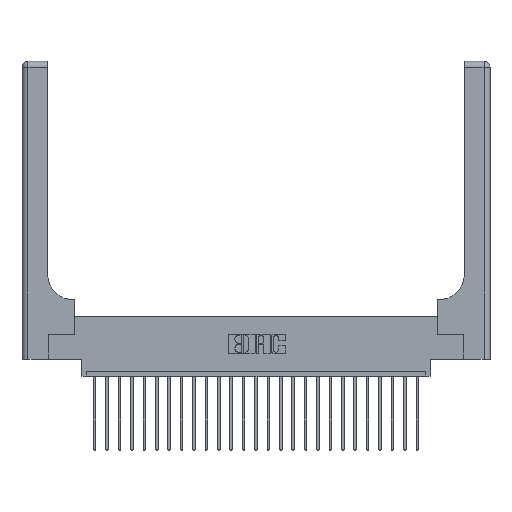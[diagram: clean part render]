
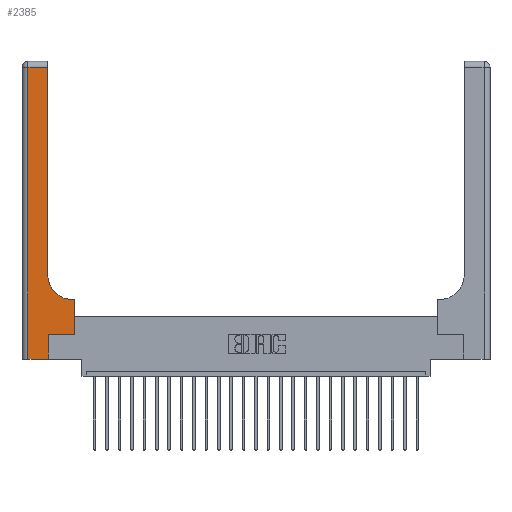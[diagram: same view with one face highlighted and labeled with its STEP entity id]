
A CAD part, top view. The second image highlights one B-rep face of the part: STEP entity #2385.
In plain terms, the highlighted planar face has unit normal (0, 0, 1).
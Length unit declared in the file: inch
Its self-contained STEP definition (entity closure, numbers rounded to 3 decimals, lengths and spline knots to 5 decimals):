
#294 = ORIENTED_EDGE ( 'NONE', *, *, #7755, .T. ) ;
#747 = ORIENTED_EDGE ( 'NONE', *, *, #15274, .T. ) ;
#764 = CARTESIAN_POINT ( 'NONE',  ( 0.51, 0.6, 0.37 ) ) ;
#916 = ORIENTED_EDGE ( 'NONE', *, *, #23738, .T. ) ;
#1662 = CARTESIAN_POINT ( 'NONE',  ( 0.06, 0., 0.37 ) ) ;
#1896 = CARTESIAN_POINT ( 'NONE',  ( 0.26, 0.6, 0.37 ) ) ;
#2195 = ORIENTED_EDGE ( 'NONE', *, *, #22412, .T. ) ;
#2385 = ADVANCED_FACE ( 'NONE', ( #14216 ), #16667, .F. ) ;
#2604 = EDGE_CURVE ( 'NONE', #10465, #8564, #17111, .T. ) ;
#3283 = VECTOR ( 'NONE', #21610, 39.37008 ) ;
#3386 = VECTOR ( 'NONE', #15021, 39.37008 ) ;
#3417 = DIRECTION ( 'NONE',  ( 0., 0., -1. ) ) ;
#3883 = VERTEX_POINT ( 'NONE', #22547 ) ;
#3890 = CARTESIAN_POINT ( 'NONE',  ( 0.528, 0.6, 0.37 ) ) ;
#4284 = VECTOR ( 'NONE', #16565, 39.37008 ) ;
#4411 = ORIENTED_EDGE ( 'NONE', *, *, #8239, .T. ) ;
#6070 = CARTESIAN_POINT ( 'NONE',  ( 0.26, 2.94, 0.37 ) ) ;
#7334 = CARTESIAN_POINT ( 'NONE',  ( 0.26, 3., 0.37 ) ) ;
#7755 = EDGE_CURVE ( 'NONE', #3883, #10465, #24092, .T. ) ;
#8239 = EDGE_CURVE ( 'NONE', #8564, #13708, #18887, .T. ) ;
#8338 = LINE ( 'NONE', #18357, #22324 ) ;
#8564 = VERTEX_POINT ( 'NONE', #14973 ) ;
#8742 = DIRECTION ( 'NONE',  ( 1., 0., 0. ) ) ;
#9761 = LINE ( 'NONE', #12179, #22283 ) ;
#10168 = DIRECTION ( 'NONE',  ( 1., 0., 0. ) ) ;
#10383 = ORIENTED_EDGE ( 'NONE', *, *, #2604, .T. ) ;
#10465 = VERTEX_POINT ( 'NONE', #6070 ) ;
#11358 = CARTESIAN_POINT ( 'NONE',  ( 0.06, 3., 0.37 ) ) ;
#12179 = CARTESIAN_POINT ( 'NONE',  ( 0., 0., 0.37 ) ) ;
#12493 = EDGE_LOOP ( 'NONE', ( #294, #10383, #4411, #23693, #15242, #916, #19604, #747, #2195 ) ) ;
#13215 = EDGE_CURVE ( 'NONE', #17714, #22753, #13480, .T. ) ;
#13480 = LINE ( 'NONE', #15476, #19015 ) ;
#13553 = CARTESIAN_POINT ( 'NONE',  ( 0., 2.94, 0.37 ) ) ;
#13708 = VERTEX_POINT ( 'NONE', #1662 ) ;
#14216 = FACE_OUTER_BOUND ( 'NONE', #12493, .T. ) ;
#14448 = CARTESIAN_POINT ( 'NONE',  ( 0.528, 0.25, 0.37 ) ) ;
#14543 = LINE ( 'NONE', #1896, #18338 ) ;
#14705 = DIRECTION ( 'NONE',  ( -1., 0., 0. ) ) ;
#14973 = CARTESIAN_POINT ( 'NONE',  ( 0.06, 2.94, 0.37 ) ) ;
#15011 = LINE ( 'NONE', #17874, #3283 ) ;
#15021 = DIRECTION ( 'NONE',  ( 0., -1., 0. ) ) ;
#15242 = ORIENTED_EDGE ( 'NONE', *, *, #13215, .T. ) ;
#15274 = EDGE_CURVE ( 'NONE', #15977, #22001, #14543, .T. ) ;
#15356 = VECTOR ( 'NONE', #21525, 39.37008 ) ;
#15476 = CARTESIAN_POINT ( 'NONE',  ( 0.265, 0., 0.37 ) ) ;
#15802 = AXIS2_PLACEMENT_3D ( 'NONE', #20152, #3417, #14705 ) ;
#15977 = VERTEX_POINT ( 'NONE', #3890 ) ;
#16370 = EDGE_CURVE ( 'NONE', #18636, #15977, #8338, .T. ) ;
#16565 = DIRECTION ( 'NONE',  ( 0., 1., 0. ) ) ;
#16604 = AXIS2_PLACEMENT_3D ( 'NONE', #19531, #17776, #10168 ) ;
#16667 = PLANE ( 'NONE',  #15802 ) ;
#17111 = LINE ( 'NONE', #13553, #15356 ) ;
#17714 = VERTEX_POINT ( 'NONE', #22291 ) ;
#17776 = DIRECTION ( 'NONE',  ( 0., 0., -1. ) ) ;
#17874 = CARTESIAN_POINT ( 'NONE',  ( 0.265, 0.25, 0.37 ) ) ;
#18069 = EDGE_CURVE ( 'NONE', #13708, #17714, #9761, .T. ) ;
#18338 = VECTOR ( 'NONE', #18948, 39.37008 ) ;
#18357 = CARTESIAN_POINT ( 'NONE',  ( 0.528, 0.25, 0.37 ) ) ;
#18636 = VERTEX_POINT ( 'NONE', #14448 ) ;
#18887 = LINE ( 'NONE', #11358, #3386 ) ;
#18948 = DIRECTION ( 'NONE',  ( -1., 0., 0. ) ) ;
#19015 = VECTOR ( 'NONE', #19133, 39.37008 ) ;
#19133 = DIRECTION ( 'NONE',  ( 0., 1., 0. ) ) ;
#19531 = CARTESIAN_POINT ( 'NONE',  ( 0.51, 0.85, 0.37 ) ) ;
#19604 = ORIENTED_EDGE ( 'NONE', *, *, #16370, .T. ) ;
#20104 = CARTESIAN_POINT ( 'NONE',  ( 0.265, 0.25, 0.37 ) ) ;
#20152 = CARTESIAN_POINT ( 'NONE',  ( 0., 3., 0.37 ) ) ;
#20301 = CIRCLE ( 'NONE', #16604, 0.25 ) ;
#21525 = DIRECTION ( 'NONE',  ( -1., 0., 0. ) ) ;
#21610 = DIRECTION ( 'NONE',  ( 1., 0., 0. ) ) ;
#22001 = VERTEX_POINT ( 'NONE', #764 ) ;
#22283 = VECTOR ( 'NONE', #8742, 39.37008 ) ;
#22291 = CARTESIAN_POINT ( 'NONE',  ( 0.265, 0., 0.37 ) ) ;
#22324 = VECTOR ( 'NONE', #23907, 39.37008 ) ;
#22412 = EDGE_CURVE ( 'NONE', #22001, #3883, #20301, .T. ) ;
#22547 = CARTESIAN_POINT ( 'NONE',  ( 0.26, 0.85, 0.37 ) ) ;
#22753 = VERTEX_POINT ( 'NONE', #20104 ) ;
#23693 = ORIENTED_EDGE ( 'NONE', *, *, #18069, .T. ) ;
#23738 = EDGE_CURVE ( 'NONE', #22753, #18636, #15011, .T. ) ;
#23907 = DIRECTION ( 'NONE',  ( 0., 1., 0. ) ) ;
#24092 = LINE ( 'NONE', #7334, #4284 ) ;
